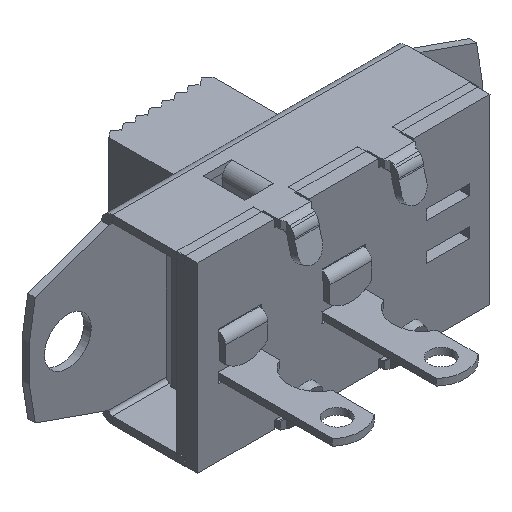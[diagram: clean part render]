
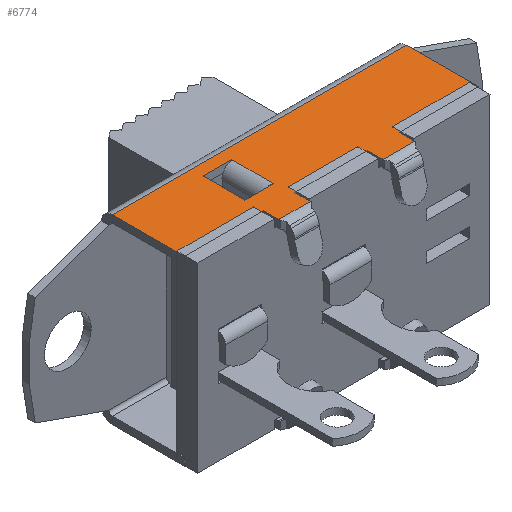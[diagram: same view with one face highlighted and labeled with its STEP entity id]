
A CAD part, isometric view. The second image highlights one B-rep face of the part: STEP entity #6774.
In plain terms, the highlighted planar face has unit normal (0, 0, 1).
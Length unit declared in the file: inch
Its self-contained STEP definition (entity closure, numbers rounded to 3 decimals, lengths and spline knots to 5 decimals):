
#6564=CARTESIAN_POINT('',(0.31934,-0.48679,0.54132));
#6565=VERTEX_POINT('',#6564);
#6573=CARTESIAN_POINT('',(0.31934,-0.36779,0.54132));
#6574=VERTEX_POINT('',#6573);
#6575=CARTESIAN_POINT('',(0.31934,-0.48679,0.54132));
#6576=DIRECTION('',(0.,1.0,0.));
#6577=VECTOR('',#6576,0.119);
#6578=LINE('',#6575,#6577);
#6579=EDGE_CURVE('',#6565,#6574,#6578,.T.);
#6630=CARTESIAN_POINT('',(0.4372,-0.45127,0.54132));
#6631=DIRECTION('',(0.,0.,1.0));
#6632=DIRECTION('',(1.0,0.0,0.0));
#6633=AXIS2_PLACEMENT_3D('',#6630,#6631,#6632);
#6634=PLANE('',#6633);
#6635=CARTESIAN_POINT('',(0.3282,-0.54479,0.54132));
#6636=VERTEX_POINT('',#6635);
#6637=CARTESIAN_POINT('',(0.5462,-0.54479,0.54132));
#6638=VERTEX_POINT('',#6637);
#6639=CARTESIAN_POINT('',(0.3282,-0.54479,0.54132));
#6640=DIRECTION('',(1.0,0.0,0.0));
#6641=VECTOR('',#6640,0.218);
#6642=LINE('',#6639,#6641);
#6643=EDGE_CURVE('',#6636,#6638,#6642,.T.);
#6644=ORIENTED_EDGE('',*,*,#6643,.T.);
#6645=CARTESIAN_POINT('',(0.5462,-0.59097,0.54132));
#6646=VERTEX_POINT('',#6645);
#6647=CARTESIAN_POINT('',(0.5462,-0.54479,0.54132));
#6648=DIRECTION('',(0.0,-1.0,0.));
#6649=VECTOR('',#6648,0.04618);
#6650=LINE('',#6647,#6649);
#6651=EDGE_CURVE('',#6638,#6646,#6650,.T.);
#6652=ORIENTED_EDGE('',*,*,#6651,.T.);
#6653=CARTESIAN_POINT('',(0.6402,-0.59097,0.54132));
#6654=VERTEX_POINT('',#6653);
#6655=CARTESIAN_POINT('',(0.5462,-0.59097,0.54132));
#6656=DIRECTION('',(1.0,0.0,0.0));
#6657=VECTOR('',#6656,0.094);
#6658=LINE('',#6655,#6657);
#6659=EDGE_CURVE('',#6646,#6654,#6658,.T.);
#6660=ORIENTED_EDGE('',*,*,#6659,.T.);
#6661=CARTESIAN_POINT('',(0.6402,-0.54479,0.54132));
#6662=VERTEX_POINT('',#6661);
#6663=CARTESIAN_POINT('',(0.6402,-0.59097,0.54132));
#6664=DIRECTION('',(0.,1.0,0.));
#6665=VECTOR('',#6664,0.04618);
#6666=LINE('',#6663,#6665);
#6667=EDGE_CURVE('',#6654,#6662,#6666,.T.);
#6668=ORIENTED_EDGE('',*,*,#6667,.T.);
#6669=CARTESIAN_POINT('',(0.8772,-0.54479,0.54132));
#6670=VERTEX_POINT('',#6669);
#6671=CARTESIAN_POINT('',(0.6402,-0.54479,0.54132));
#6672=DIRECTION('',(1.0,0.0,0.0));
#6673=VECTOR('',#6672,0.237);
#6674=LINE('',#6671,#6673);
#6675=EDGE_CURVE('',#6662,#6670,#6674,.T.);
#6676=ORIENTED_EDGE('',*,*,#6675,.T.);
#6677=CARTESIAN_POINT('',(0.8772,-0.32923,0.54132));
#6678=VERTEX_POINT('',#6677);
#6679=CARTESIAN_POINT('',(0.8772,-0.32923,0.54132));
#6680=DIRECTION('',(0.,-1.0,0.));
#6681=VECTOR('',#6680,0.21556);
#6682=LINE('',#6679,#6681);
#6683=EDGE_CURVE('',#6678,#6670,#6682,.T.);
#6684=ORIENTED_EDGE('',*,*,#6683,.F.);
#6685=CARTESIAN_POINT('',(-0.0028,-0.32923,0.54132));
#6686=VERTEX_POINT('',#6685);
#6687=CARTESIAN_POINT('',(0.8772,-0.32923,0.54132));
#6688=DIRECTION('',(-1.0,0.0,0.0));
#6689=VECTOR('',#6688,0.88);
#6690=LINE('',#6687,#6689);
#6691=EDGE_CURVE('',#6678,#6686,#6690,.T.);
#6692=ORIENTED_EDGE('',*,*,#6691,.T.);
#6693=CARTESIAN_POINT('',(-0.0028,-0.54479,0.54132));
#6694=VERTEX_POINT('',#6693);
#6695=CARTESIAN_POINT('',(-0.0028,-0.54479,0.54132));
#6696=DIRECTION('',(0.,1.0,0.));
#6697=VECTOR('',#6696,0.21556);
#6698=LINE('',#6695,#6697);
#6699=EDGE_CURVE('',#6694,#6686,#6698,.T.);
#6700=ORIENTED_EDGE('',*,*,#6699,.F.);
#6701=CARTESIAN_POINT('',(0.2342,-0.54479,0.54132));
#6702=VERTEX_POINT('',#6701);
#6703=CARTESIAN_POINT('',(-0.0028,-0.54479,0.54132));
#6704=DIRECTION('',(1.0,0.0,0.0));
#6705=VECTOR('',#6704,0.237);
#6706=LINE('',#6703,#6705);
#6707=EDGE_CURVE('',#6694,#6702,#6706,.T.);
#6708=ORIENTED_EDGE('',*,*,#6707,.T.);
#6709=CARTESIAN_POINT('',(0.2342,-0.59097,0.54132));
#6710=VERTEX_POINT('',#6709);
#6711=CARTESIAN_POINT('',(0.2342,-0.54479,0.54132));
#6712=DIRECTION('',(0.,-1.0,0.));
#6713=VECTOR('',#6712,0.04618);
#6714=LINE('',#6711,#6713);
#6715=EDGE_CURVE('',#6702,#6710,#6714,.T.);
#6716=ORIENTED_EDGE('',*,*,#6715,.T.);
#6717=CARTESIAN_POINT('',(0.3282,-0.59097,0.54132));
#6718=VERTEX_POINT('',#6717);
#6719=CARTESIAN_POINT('',(0.2342,-0.59097,0.54132));
#6720=DIRECTION('',(1.0,0.0,0.0));
#6721=VECTOR('',#6720,0.094);
#6722=LINE('',#6719,#6721);
#6723=EDGE_CURVE('',#6710,#6718,#6722,.T.);
#6724=ORIENTED_EDGE('',*,*,#6723,.T.);
#6725=CARTESIAN_POINT('',(0.3282,-0.59097,0.54132));
#6726=DIRECTION('',(0.,1.0,0.));
#6727=VECTOR('',#6726,0.04618);
#6728=LINE('',#6725,#6727);
#6729=EDGE_CURVE('',#6718,#6636,#6728,.T.);
#6730=ORIENTED_EDGE('',*,*,#6729,.T.);
#6731=EDGE_LOOP('',(#6644,#6652,#6660,#6668,#6676,#6684,#6692,#6700,#6708,#6716,#6724,#6730));
#6732=FACE_OUTER_BOUND('',#6731,.T.);
#6733=ORIENTED_EDGE('',*,*,#6579,.F.);
#6734=CARTESIAN_POINT('',(0.31934,-0.48979,0.54132));
#6735=VERTEX_POINT('',#6734);
#6736=CARTESIAN_POINT('',(0.31934,-0.48679,0.54132));
#6737=DIRECTION('',(0.0,-1.0,0.));
#6738=VECTOR('',#6737,0.003);
#6739=LINE('',#6736,#6738);
#6740=EDGE_CURVE('',#6565,#6735,#6739,.T.);
#6741=ORIENTED_EDGE('',*,*,#6740,.T.);
#6742=CARTESIAN_POINT('',(0.2342,-0.48979,0.54132));
#6743=VERTEX_POINT('',#6742);
#6744=CARTESIAN_POINT('',(0.31934,-0.48979,0.54132));
#6745=DIRECTION('',(-1.0,0.0,0.0));
#6746=VECTOR('',#6745,0.08514);
#6747=LINE('',#6744,#6746);
#6748=EDGE_CURVE('',#6735,#6743,#6747,.T.);
#6749=ORIENTED_EDGE('',*,*,#6748,.T.);
#6750=CARTESIAN_POINT('',(0.2342,-0.36479,0.54132));
#6751=VERTEX_POINT('',#6750);
#6752=CARTESIAN_POINT('',(0.2342,-0.48979,0.54132));
#6753=DIRECTION('',(0.,1.0,0.));
#6754=VECTOR('',#6753,0.125);
#6755=LINE('',#6752,#6754);
#6756=EDGE_CURVE('',#6743,#6751,#6755,.T.);
#6757=ORIENTED_EDGE('',*,*,#6756,.T.);
#6758=CARTESIAN_POINT('',(0.31934,-0.36479,0.54132));
#6759=VERTEX_POINT('',#6758);
#6760=CARTESIAN_POINT('',(0.2342,-0.36479,0.54132));
#6761=DIRECTION('',(1.0,0.0,0.0));
#6762=VECTOR('',#6761,0.08514);
#6763=LINE('',#6760,#6762);
#6764=EDGE_CURVE('',#6751,#6759,#6763,.T.);
#6765=ORIENTED_EDGE('',*,*,#6764,.T.);
#6766=CARTESIAN_POINT('',(0.31934,-0.36479,0.54132));
#6767=DIRECTION('',(0.0,-1.0,0.));
#6768=VECTOR('',#6767,0.003);
#6769=LINE('',#6766,#6768);
#6770=EDGE_CURVE('',#6759,#6574,#6769,.T.);
#6771=ORIENTED_EDGE('',*,*,#6770,.T.);
#6772=EDGE_LOOP('',(#6733,#6741,#6749,#6757,#6765,#6771));
#6773=FACE_BOUND('',#6772,.T.);
#6774=ADVANCED_FACE('',(#6732,#6773),#6634,.T.);
